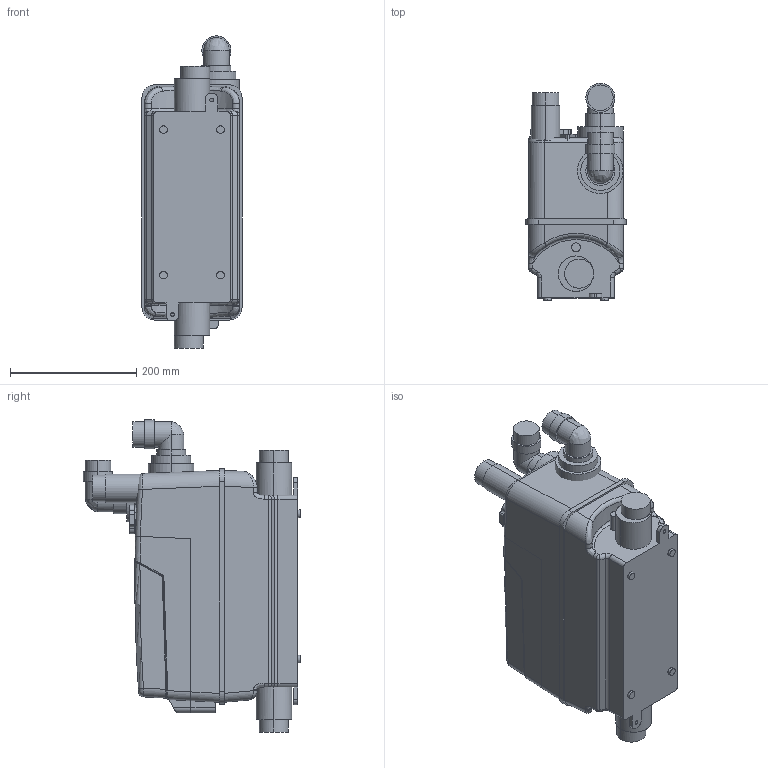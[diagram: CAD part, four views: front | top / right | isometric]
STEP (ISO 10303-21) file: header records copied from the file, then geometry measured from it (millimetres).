
FILE_DESCRIPTION (( 'STEP AP214' ), '1' );
FILE_NAME ('UniBox6 aus TD-0031371.STEP', '2016-02-16T13:43:29', ( '' ), ( '' ), 'SwSTEP 2.0', 'SolidWorks 2011', '' );
FILE_SCHEMA (( 'AUTOMOTIVE_DESIGN' ));
Length unit declared in the file: millimetre
Products named in the file (1): UniBox6 aus TD-0031371
Bounding box: 158.2 x 343.5 x 494 mm (x, y, z)
Volume: 13502320.9 mm3; surface area: 577145.2 mm2
Topology: 7 solids, 7 shells, 479 faces, 1205 edges, 768 vertices
Faces by surface type: bspline 171, cylinder 147, plane 141, torus 16, sphere 4
Entity records: 21612 total; most frequent: CARTESIAN_POINT 11111, ORIENTED_EDGE 2394, DIRECTION 1769, EDGE_CURVE 1197, VERTEX_POINT 768, AXIS2_PLACEMENT_3D 627, EDGE_LOOP 519, LINE 515
